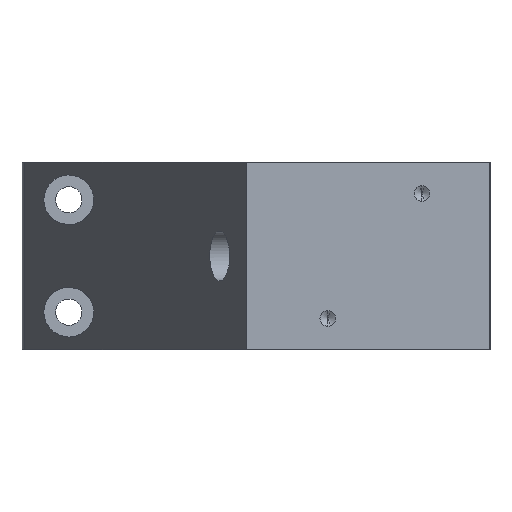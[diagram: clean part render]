
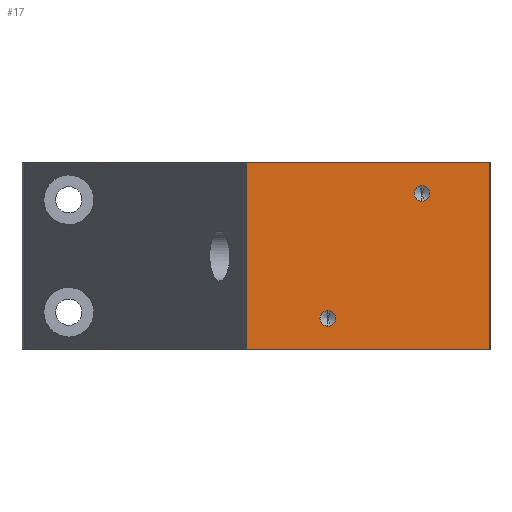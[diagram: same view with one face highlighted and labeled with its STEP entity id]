
A CAD part, left-side view. The second image highlights one B-rep face of the part: STEP entity #17.
In plain terms, the highlighted planar face has unit normal (-1, 0, 0).
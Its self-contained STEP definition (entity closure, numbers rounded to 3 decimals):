
#17 = ADVANCED_FACE ( 'NONE', ( #1773, #1244, #1531 ), #741, .F. ) ;
#37 = CARTESIAN_POINT ( 'NONE',  ( -10.846, 10.9, 8.75 ) ) ;
#52 = LINE ( 'NONE', #628, #910 ) ;
#71 = AXIS2_PLACEMENT_3D ( 'NONE', #1894, #527, #2300 ) ;
#73 = CIRCLE ( 'NONE', #2258, 1.25 ) ;
#96 = DIRECTION ( 'NONE',  ( -1., 0., 0. ) ) ;
#98 = CARTESIAN_POINT ( 'NONE',  ( -10.846, 0., 15. ) ) ;
#150 = CARTESIAN_POINT ( 'NONE',  ( -10.846, 26., -11.25 ) ) ;
#151 = CARTESIAN_POINT ( 'NONE',  ( -10.846, 31., 15. ) ) ;
#192 = LINE ( 'NONE', #98, #244 ) ;
#236 = ORIENTED_EDGE ( 'NONE', *, *, #727, .F. ) ;
#238 = ORIENTED_EDGE ( 'NONE', *, *, #1859, .F. ) ;
#244 = VECTOR ( 'NONE', #1694, 1000. ) ;
#293 = DIRECTION ( 'NONE',  ( 0., 0., 1. ) ) ;
#296 = CARTESIAN_POINT ( 'NONE',  ( -10.846, 39., 15. ) ) ;
#309 = ORIENTED_EDGE ( 'NONE', *, *, #1166, .F. ) ;
#366 = EDGE_CURVE ( 'NONE', #934, #2041, #1937, .T. ) ;
#454 = DIRECTION ( 'NONE',  ( -1., 0., 0. ) ) ;
#473 = DIRECTION ( 'NONE',  ( 0., 0., 1. ) ) ;
#476 = AXIS2_PLACEMENT_3D ( 'NONE', #151, #2101, #947 ) ;
#527 = DIRECTION ( 'NONE',  ( -1., 0., 0. ) ) ;
#537 = VERTEX_POINT ( 'NONE', #1243 ) ;
#611 = CARTESIAN_POINT ( 'NONE',  ( -10.846, 31., 15. ) ) ;
#618 = EDGE_CURVE ( 'NONE', #537, #934, #1685, .T. ) ;
#628 = CARTESIAN_POINT ( 'NONE',  ( -10.846, 31., -15. ) ) ;
#632 = VECTOR ( 'NONE', #660, 1000. ) ;
#639 = CARTESIAN_POINT ( 'NONE',  ( -10.846, 26., -10. ) ) ;
#660 = DIRECTION ( 'NONE',  ( 0., -1., 0. ) ) ;
#692 = DIRECTION ( 'NONE',  ( -1., 0., 0. ) ) ;
#727 = EDGE_CURVE ( 'NONE', #1252, #1680, #1399, .T. ) ;
#741 = PLANE ( 'NONE',  #476 ) ;
#759 = CARTESIAN_POINT ( 'NONE',  ( -10.846, 26., -8.75 ) ) ;
#764 = ORIENTED_EDGE ( 'NONE', *, *, #618, .F. ) ;
#804 = AXIS2_PLACEMENT_3D ( 'NONE', #2234, #96, #2204 ) ;
#899 = ORIENTED_EDGE ( 'NONE', *, *, #1530, .F. ) ;
#910 = VECTOR ( 'NONE', #1034, 1000. ) ;
#934 = VERTEX_POINT ( 'NONE', #1478 ) ;
#947 = DIRECTION ( 'NONE',  ( 0., 1., 0. ) ) ;
#1009 = ORIENTED_EDGE ( 'NONE', *, *, #2506, .F. ) ;
#1034 = DIRECTION ( 'NONE',  ( 0., -1., 0. ) ) ;
#1166 = EDGE_CURVE ( 'NONE', #2419, #2369, #1885, .T. ) ;
#1193 = VERTEX_POINT ( 'NONE', #2099 ) ;
#1243 = CARTESIAN_POINT ( 'NONE',  ( -10.846, 39., -15. ) ) ;
#1244 = FACE_BOUND ( 'NONE', #1893, .T. ) ;
#1252 = VERTEX_POINT ( 'NONE', #150 ) ;
#1290 = CIRCLE ( 'NONE', #1504, 1.25 ) ;
#1399 = CIRCLE ( 'NONE', #71, 1.25 ) ;
#1478 = CARTESIAN_POINT ( 'NONE',  ( -10.846, 39., 15. ) ) ;
#1504 = AXIS2_PLACEMENT_3D ( 'NONE', #1675, #692, #2064 ) ;
#1530 = EDGE_CURVE ( 'NONE', #2369, #2419, #1290, .T. ) ;
#1531 = FACE_OUTER_BOUND ( 'NONE', #2267, .T. ) ;
#1586 = VECTOR ( 'NONE', #473, 1000. ) ;
#1675 = CARTESIAN_POINT ( 'NONE',  ( -10.846, 10.9, 10. ) ) ;
#1680 = VERTEX_POINT ( 'NONE', #759 ) ;
#1685 = LINE ( 'NONE', #296, #1586 ) ;
#1687 = EDGE_LOOP ( 'NONE', ( #1009, #236 ) ) ;
#1694 = DIRECTION ( 'NONE',  ( 0., 0., -1. ) ) ;
#1764 = CARTESIAN_POINT ( 'NONE',  ( -10.846, 0., 15. ) ) ;
#1773 = FACE_BOUND ( 'NONE', #1687, .T. ) ;
#1859 = EDGE_CURVE ( 'NONE', #2041, #1193, #192, .T. ) ;
#1885 = CIRCLE ( 'NONE', #804, 1.25 ) ;
#1893 = EDGE_LOOP ( 'NONE', ( #309, #899 ) ) ;
#1894 = CARTESIAN_POINT ( 'NONE',  ( -10.846, 26., -10. ) ) ;
#1937 = LINE ( 'NONE', #611, #632 ) ;
#2041 = VERTEX_POINT ( 'NONE', #1764 ) ;
#2064 = DIRECTION ( 'NONE',  ( 0., 0., 1. ) ) ;
#2066 = EDGE_CURVE ( 'NONE', #537, #1193, #52, .T. ) ;
#2099 = CARTESIAN_POINT ( 'NONE',  ( -10.846, 0., -15. ) ) ;
#2101 = DIRECTION ( 'NONE',  ( 1., 0., 0. ) ) ;
#2204 = DIRECTION ( 'NONE',  ( 0., 0., 1. ) ) ;
#2234 = CARTESIAN_POINT ( 'NONE',  ( -10.846, 10.9, 10. ) ) ;
#2258 = AXIS2_PLACEMENT_3D ( 'NONE', #639, #454, #293 ) ;
#2267 = EDGE_LOOP ( 'NONE', ( #2387, #764, #2344, #238 ) ) ;
#2300 = DIRECTION ( 'NONE',  ( 0., 0., 1. ) ) ;
#2344 = ORIENTED_EDGE ( 'NONE', *, *, #2066, .T. ) ;
#2354 = CARTESIAN_POINT ( 'NONE',  ( -10.846, 10.9, 11.25 ) ) ;
#2369 = VERTEX_POINT ( 'NONE', #37 ) ;
#2387 = ORIENTED_EDGE ( 'NONE', *, *, #366, .F. ) ;
#2419 = VERTEX_POINT ( 'NONE', #2354 ) ;
#2506 = EDGE_CURVE ( 'NONE', #1680, #1252, #73, .T. ) ;
